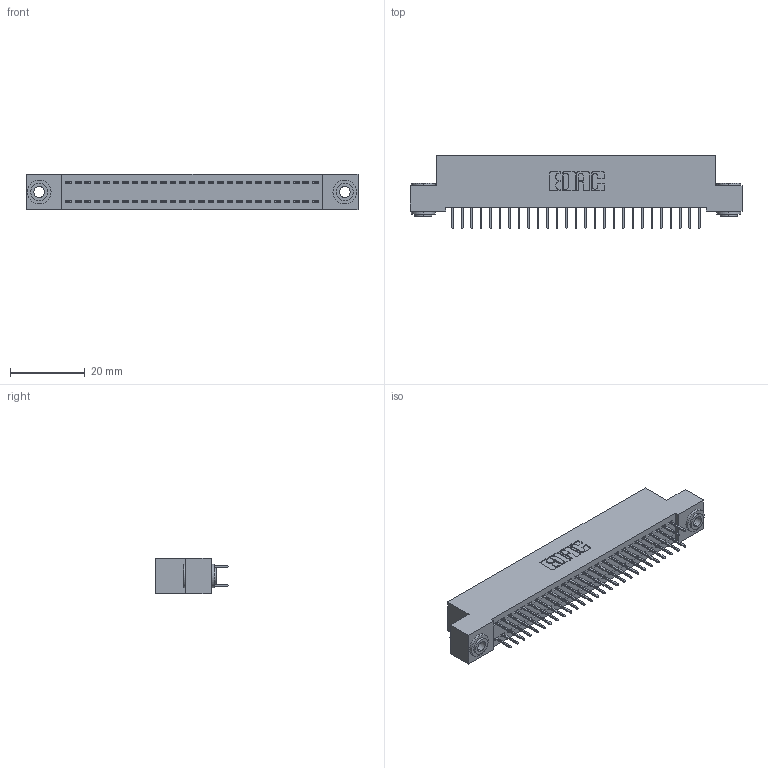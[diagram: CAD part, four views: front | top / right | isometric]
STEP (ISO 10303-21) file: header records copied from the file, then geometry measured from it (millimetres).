
FILE_DESCRIPTION (( 'STEP AP203' ), '1' );
FILE_NAME ('392-054-524-203.STEP', '2019-10-08T13:41:10', ( '' ), ( '' ), 'SwSTEP 2.0', 'SolidWorks 2016', '' );
FILE_SCHEMA (( 'CONFIG_CONTROL_DESIGN' ));
Length unit declared in the file: inch
Products named in the file (4): 342 Part_.156 TH; 345-292-001_345-293-124; 342-250-002_345-250-002-102; 392-054-524-203
Assembly tree (57 placements, depth 2):
  392-054-524-203
    342 Part_.156 TH
    345-292-001_345-293-124  x54
    342-250-002_345-250-002-102  x2
Bounding box: 88.9 x 19.69 x 9.4 mm (x, y, z)
Volume: 7857.8 mm3; surface area: 12422.4 mm2
Topology: 57 solids, 57 shells, 3172 faces, 8961 edges, 5754 vertices
Faces by surface type: plane 2344, cylinder 820, cone 8
Entity records: 19902 total; most frequent: CARTESIAN_POINT 3289, ORIENTED_EDGE 3218, DIRECTION 2871, EDGE_CURVE 1609, LINE 1461, VECTOR 1461, VERTEX_POINT 1066, AXIS2_PLACEMENT_3D 705
